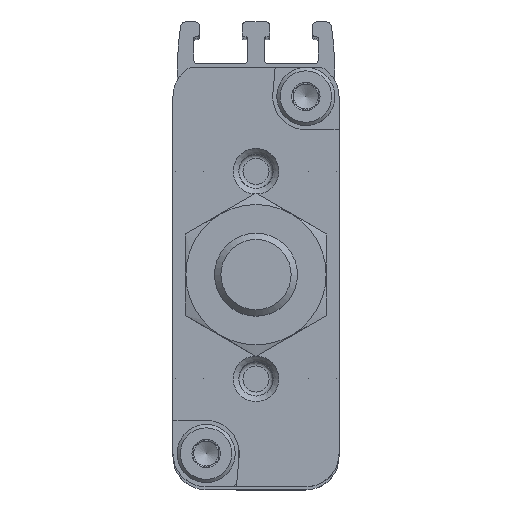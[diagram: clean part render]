
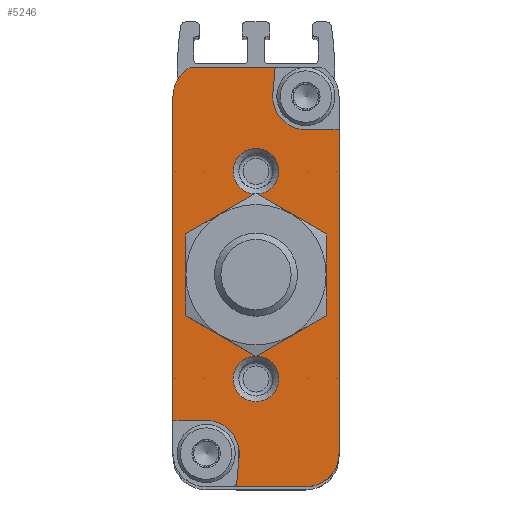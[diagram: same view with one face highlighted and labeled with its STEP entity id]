
A CAD part, top view. The second image highlights one B-rep face of the part: STEP entity #5246.
In plain terms, the highlighted planar face has unit normal (0, 0, 1).
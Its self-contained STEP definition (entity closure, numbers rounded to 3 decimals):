
#385=CIRCLE('',#5729,4.);
#389=CIRCLE('',#5736,4.);
#391=CIRCLE('',#5739,4.);
#392=CIRCLE('',#5740,4.);
#393=CIRCLE('',#5741,2.75);
#394=CIRCLE('',#5742,2.75);
#395=CIRCLE('',#5743,8.);
#852=ORIENTED_EDGE('',*,*,#2272,.F.);
#853=ORIENTED_EDGE('',*,*,#2256,.T.);
#854=ORIENTED_EDGE('',*,*,#2257,.T.);
#855=ORIENTED_EDGE('',*,*,#2260,.T.);
#856=ORIENTED_EDGE('',*,*,#2273,.F.);
#857=ORIENTED_EDGE('',*,*,#2274,.F.);
#858=ORIENTED_EDGE('',*,*,#2275,.F.);
#859=ORIENTED_EDGE('',*,*,#2268,.T.);
#860=ORIENTED_EDGE('',*,*,#2270,.T.);
#861=ORIENTED_EDGE('',*,*,#2247,.T.);
#862=ORIENTED_EDGE('',*,*,#2276,.F.);
#863=ORIENTED_EDGE('',*,*,#2277,.F.);
#864=ORIENTED_EDGE('',*,*,#2278,.T.);
#865=ORIENTED_EDGE('',*,*,#2279,.T.);
#866=ORIENTED_EDGE('',*,*,#2280,.T.);
#2247=EDGE_CURVE('',#2949,#2948,#3390,.T.);
#2256=EDGE_CURVE('',#2953,#2955,#3396,.T.);
#2257=EDGE_CURVE('',#2955,#2956,#385,.T.);
#2260=EDGE_CURVE('',#2956,#2958,#3399,.T.);
#2268=EDGE_CURVE('',#2962,#2964,#3405,.T.);
#2270=EDGE_CURVE('',#2964,#2949,#389,.T.);
#2272=EDGE_CURVE('',#2953,#2966,#3406,.T.);
#2273=EDGE_CURVE('',#2967,#2958,#3407,.T.);
#2274=EDGE_CURVE('',#2968,#2967,#391,.T.);
#2275=EDGE_CURVE('',#2962,#2968,#3408,.T.);
#2276=EDGE_CURVE('',#2969,#2948,#3409,.T.);
#2277=EDGE_CURVE('',#2966,#2969,#392,.T.);
#2278=EDGE_CURVE('',#2970,#2970,#393,.T.);
#2279=EDGE_CURVE('',#2971,#2971,#394,.T.);
#2280=EDGE_CURVE('',#2972,#2972,#395,.F.);
#2948=VERTEX_POINT('',#8417);
#2949=VERTEX_POINT('',#8419);
#2953=VERTEX_POINT('',#8429);
#2955=VERTEX_POINT('',#8434);
#2956=VERTEX_POINT('',#8438);
#2958=VERTEX_POINT('',#8443);
#2962=VERTEX_POINT('',#8453);
#2964=VERTEX_POINT('',#8458);
#2966=VERTEX_POINT('',#8467);
#2967=VERTEX_POINT('',#8469);
#2968=VERTEX_POINT('',#8471);
#2969=VERTEX_POINT('',#8474);
#2970=VERTEX_POINT('',#8477);
#2971=VERTEX_POINT('',#8479);
#2972=VERTEX_POINT('',#8481);
#3390=LINE('',#8418,#3744);
#3396=LINE('',#8435,#3750);
#3399=LINE('',#8444,#3753);
#3405=LINE('',#8459,#3759);
#3406=LINE('',#8466,#3760);
#3407=LINE('',#8468,#3761);
#3408=LINE('',#8472,#3762);
#3409=LINE('',#8473,#3763);
#3744=VECTOR('',#6592,1000.);
#3750=VECTOR('',#6606,1000.);
#3753=VECTOR('',#6615,1000.);
#3759=VECTOR('',#6627,1000.);
#3760=VECTOR('',#6638,1000.);
#3761=VECTOR('',#6639,1000.);
#3762=VECTOR('',#6642,1000.);
#3763=VECTOR('',#6643,1000.);
#4116=EDGE_LOOP('',(#852,#853,#854,#855,#856,#857,#858,#859,#860,#861,#862,
#863));
#4117=EDGE_LOOP('',(#864));
#4118=EDGE_LOOP('',(#865));
#4119=EDGE_LOOP('',(#866));
#4612=FACE_BOUND('',#4116,.T.);
#4613=FACE_BOUND('',#4117,.T.);
#4614=FACE_BOUND('',#4118,.T.);
#4615=FACE_BOUND('',#4119,.T.);
#5045=PLANE('',#5738);
#5246=ADVANCED_FACE('',(#4612,#4613,#4614,#4615),#5045,.T.);
#5729=AXIS2_PLACEMENT_3D('',#8437,#6609,#6610);
#5736=AXIS2_PLACEMENT_3D('',#8463,#6632,#6633);
#5738=AXIS2_PLACEMENT_3D('',#8465,#6636,#6637);
#5739=AXIS2_PLACEMENT_3D('',#8470,#6640,#6641);
#5740=AXIS2_PLACEMENT_3D('',#8475,#6644,#6645);
#5741=AXIS2_PLACEMENT_3D('',#8476,#6646,#6647);
#5742=AXIS2_PLACEMENT_3D('',#8478,#6648,#6649);
#5743=AXIS2_PLACEMENT_3D('',#8480,#6650,#6651);
#6592=DIRECTION('',(0.,-1.,0.));
#6606=DIRECTION('',(1.,0.,0.));
#6609=DIRECTION('',(0.,0.,1.));
#6610=DIRECTION('',(1.,0.,0.));
#6615=DIRECTION('',(0.,1.,0.));
#6627=DIRECTION('',(-1.,0.,0.));
#6632=DIRECTION('',(0.,0.,1.));
#6633=DIRECTION('',(1.,0.,0.));
#6636=DIRECTION('',(0.,0.,1.));
#6637=DIRECTION('',(1.,0.,0.));
#6638=DIRECTION('',(0.088,0.996,0.));
#6639=DIRECTION('',(1.,0.,0.));
#6640=DIRECTION('',(0.,0.,1.));
#6641=DIRECTION('',(1.,0.,0.));
#6642=DIRECTION('',(-0.088,-0.996,0.));
#6643=DIRECTION('',(-1.,0.,0.));
#6644=DIRECTION('',(0.,0.,1.));
#6645=DIRECTION('',(1.,0.,0.));
#6646=DIRECTION('',(0.,0.,-1.));
#6647=DIRECTION('',(-1.,0.,0.));
#6648=DIRECTION('',(0.,0.,-1.));
#6649=DIRECTION('',(-1.,0.,0.));
#6650=DIRECTION('',(0.,0.,1.));
#6651=DIRECTION('',(1.,0.,0.));
#8417=CARTESIAN_POINT('',(-10.,-17.5,0.));
#8418=CARTESIAN_POINT('',(-10.,21.5,0.));
#8419=CARTESIAN_POINT('',(-10.,21.5,0.));
#8429=CARTESIAN_POINT('',(-2.353,-25.5,0.));
#8434=CARTESIAN_POINT('',(6.,-25.5,0.));
#8435=CARTESIAN_POINT('',(-6.,-25.5,0.));
#8437=CARTESIAN_POINT('',(6.,-21.5,0.));
#8438=CARTESIAN_POINT('',(10.,-21.5,0.));
#8443=CARTESIAN_POINT('',(10.,17.5,0.));
#8444=CARTESIAN_POINT('',(10.,-21.5,0.));
#8453=CARTESIAN_POINT('',(2.309,25.,0.));
#8458=CARTESIAN_POINT('',(-7.936,25.,0.));
#8459=CARTESIAN_POINT('',(7.936,25.,0.));
#8463=CARTESIAN_POINT('',(-6.,21.5,0.));
#8465=CARTESIAN_POINT('',(-6.,-21.5,0.));
#8466=CARTESIAN_POINT('',(-2.353,-25.5,0.));
#8467=CARTESIAN_POINT('',(-2.,-21.5,0.));
#8468=CARTESIAN_POINT('',(6.,17.5,0.));
#8469=CARTESIAN_POINT('',(6.,17.5,0.));
#8470=CARTESIAN_POINT('',(6.,21.5,0.));
#8471=CARTESIAN_POINT('',(2.,21.5,0.));
#8472=CARTESIAN_POINT('',(-1.824,-21.868,0.));
#8473=CARTESIAN_POINT('',(-6.,-17.5,0.));
#8474=CARTESIAN_POINT('',(-6.,-17.5,0.));
#8475=CARTESIAN_POINT('',(-6.,-21.5,0.));
#8476=CARTESIAN_POINT('',(0.,-12.5,0.));
#8477=CARTESIAN_POINT('',(-2.75,-12.5,0.));
#8478=CARTESIAN_POINT('',(0.,12.5,0.));
#8479=CARTESIAN_POINT('',(-2.75,12.5,0.));
#8480=CARTESIAN_POINT('',(0.,0.,0.));
#8481=CARTESIAN_POINT('',(8.,0.,0.));
